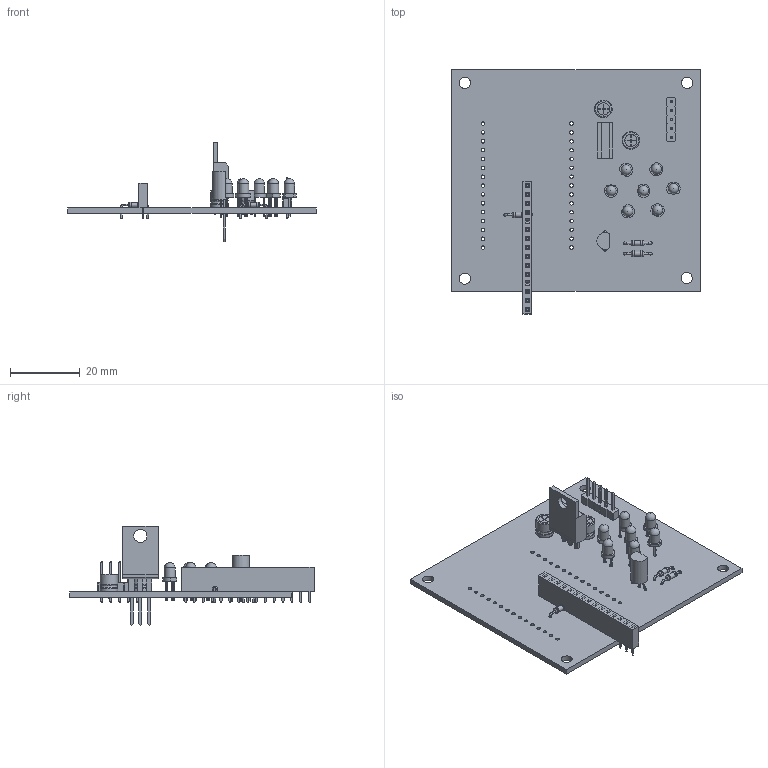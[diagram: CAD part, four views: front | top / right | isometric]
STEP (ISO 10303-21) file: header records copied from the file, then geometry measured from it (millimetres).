
FILE_DESCRIPTION(('KiCad electronic assembly'),'2;1');
FILE_NAME('Infrared.step','2019-03-11T15:23:49',('An Author'),( 'A Company'),'Open CASCADE STEP processor 6.8', 'KiCad to STEP converter','Unknown');
FILE_SCHEMA(('AUTOMOTIVE_DESIGN_CC2 { 1 2 10303 214 -1 1 5 4 }'));
Length unit declared in the file: millimetre
Products named in the file (16): Open CASCADE STEP translator 6.8 1; PinHeader_1x05_P2.54mm_Vertical; SOLID; CP_Radial_D5.0mm_P2.50mm; PinSocket_1x15_P2.54mm_Vertical; LED_D3.0mm_IRGrey; TO-220-3_Vertical; TO-92L_Inline_Wide; R_Axial_DIN0204_L3.6mm_D1.6mm_P7.62mm_Horizontal; COMPOUND
Assembly tree (24 placements, depth 3):
  Open CASCADE STEP translator 6.8 1
    PinHeader_1x05_P2.54mm_Vertical
      SOLID
    CP_Radial_D5.0mm_P2.50mm  x2
      SOLID
    PinSocket_1x15_P2.54mm_Vertical
      SOLID
    LED_D3.0mm_IRGrey  x7
      SOLID
    TO-220-3_Vertical
      SOLID
    TO-92L_Inline_Wide
      SOLID
    R_Axial_DIN0204_L3.6mm_D1.6mm_P7.62mm_Horizontal  x3
      SOLID
    COMPOUND
Bounding box: 71.12 x 69.98 x 28.52 mm (x, y, z)
Volume: 8924.3 mm3; surface area: 12779.4 mm2
Topology: 17 solids, 19 shells, 1010 faces, 2501 edges, 1617 vertices
Faces by surface type: plane 833, cylinder 132, torus 16, bspline 12, revolution 10, sphere 7
Full cylindrical faces by diameter (mm): 0.5 x16, 0.7 x6, 0.8 x7, 0.9 x14, 1 x35, 1.1 x3, 1.44 x3, 1.6 x6, 2.9 x7, 3.2 x4, 3.735 x1
Entity records: 63776 total; most frequent: CARTESIAN_POINT 15181, DIRECTION 7889, LINE 5736, VECTOR 5736, ORIENTED_EDGE 4240, PCURVE 4240, DEFINITIONAL_REPRESENTATION 4240, EDGE_CURVE 2120
